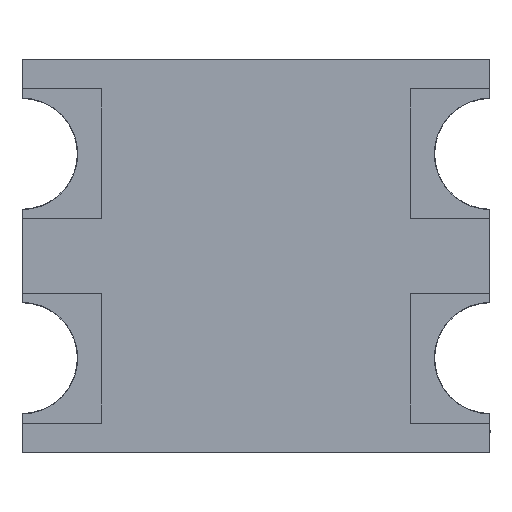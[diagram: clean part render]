
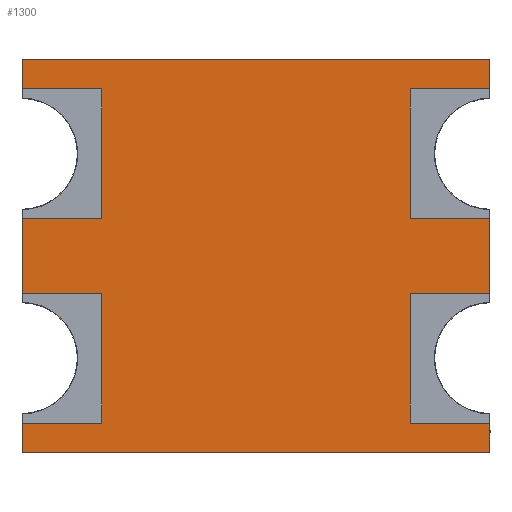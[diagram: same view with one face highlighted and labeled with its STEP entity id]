
A CAD part, front view. The second image highlights one B-rep face of the part: STEP entity #1300.
In plain terms, the highlighted planar face has unit normal (0, -1, 0).
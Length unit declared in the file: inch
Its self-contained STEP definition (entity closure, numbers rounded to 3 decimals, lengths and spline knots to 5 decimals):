
#5 = DIRECTION ( 'NONE',  ( 0., 0., -1. ) ) ;
#7 = DIRECTION ( 'NONE',  ( 0., -1., 0. ) ) ;
#40 = DIRECTION ( 'NONE',  ( 0., 0., 1. ) ) ;
#54 = VERTEX_POINT ( 'NONE', #2740 ) ;
#66 = VERTEX_POINT ( 'NONE', #1337 ) ;
#103 = EDGE_CURVE ( 'NONE', #992, #899, #1552, .T. ) ;
#128 = CARTESIAN_POINT ( 'NONE',  ( 0.063, 0., -0.053 ) ) ;
#167 = LINE ( 'NONE', #2183, #1159 ) ;
#175 = CARTESIAN_POINT ( 'NONE',  ( -0.063, 0., -0.0126 ) ) ;
#200 = VERTEX_POINT ( 'NONE', #274 ) ;
#274 = CARTESIAN_POINT ( 'NONE',  ( 0.063, 0., 0.0126 ) ) ;
#371 = DIRECTION ( 'NONE',  ( -1., 0., 0. ) ) ;
#397 = VERTEX_POINT ( 'NONE', #1882 ) ;
#428 = AXIS2_PLACEMENT_3D ( 'NONE', #2151, #1261, #1502 ) ;
#460 = EDGE_CURVE ( 'NONE', #617, #66, #2661, .T. ) ;
#502 = CARTESIAN_POINT ( 'NONE',  ( 0.063, 0., -0.053 ) ) ;
#548 = CARTESIAN_POINT ( 'NONE',  ( 0.063, 0., -0.0424 ) ) ;
#617 = VERTEX_POINT ( 'NONE', #626 ) ;
#626 = CARTESIAN_POINT ( 'NONE',  ( -0.063, 0., 0.053 ) ) ;
#645 = VERTEX_POINT ( 'NONE', #175 ) ;
#649 = PLANE ( 'NONE',  #428 ) ;
#688 = EDGE_CURVE ( 'NONE', #899, #617, #1785, .T. ) ;
#700 = DIRECTION ( 'NONE',  ( 0., -1., 0. ) ) ;
#713 = CARTESIAN_POINT ( 'NONE',  ( -0.063, 0., 0.0126 ) ) ;
#716 = ORIENTED_EDGE ( 'NONE', *, *, #2266, .F. ) ;
#788 = DIRECTION ( 'NONE',  ( 0., 1., 0. ) ) ;
#839 = AXIS2_PLACEMENT_3D ( 'NONE', #923, #700, #2003 ) ;
#889 = DIRECTION ( 'NONE',  ( 0., 0., -1. ) ) ;
#899 = VERTEX_POINT ( 'NONE', #1351 ) ;
#923 = CARTESIAN_POINT ( 'NONE',  ( -0.063, 0., 0.0275 ) ) ;
#939 = VERTEX_POINT ( 'NONE', #502 ) ;
#941 = DIRECTION ( 'NONE',  ( 0., 0., 1. ) ) ;
#987 = CARTESIAN_POINT ( 'NONE',  ( 0.063, 0., 0.053 ) ) ;
#992 = VERTEX_POINT ( 'NONE', #713 ) ;
#1050 = EDGE_CURVE ( 'NONE', #645, #992, #1219, .T. ) ;
#1061 = ORIENTED_EDGE ( 'NONE', *, *, #1984, .F. ) ;
#1067 = VECTOR ( 'NONE', #371, 39.37008 ) ;
#1154 = EDGE_CURVE ( 'NONE', #645, #1304, #1634, .T. ) ;
#1157 = EDGE_CURVE ( 'NONE', #939, #54, #1342, .T. ) ;
#1159 = VECTOR ( 'NONE', #1514, 39.37008 ) ;
#1160 = LINE ( 'NONE', #2197, #1626 ) ;
#1180 = VECTOR ( 'NONE', #941, 39.37008 ) ;
#1218 = DIRECTION ( 'NONE',  ( 0., 0., -1. ) ) ;
#1219 = LINE ( 'NONE', #1614, #1180 ) ;
#1237 = ORIENTED_EDGE ( 'NONE', *, *, #688, .F. ) ;
#1261 = DIRECTION ( 'NONE',  ( 0., 1., 0. ) ) ;
#1300 = ADVANCED_FACE ( 'NONE', ( #2552 ), #649, .F. ) ;
#1304 = VERTEX_POINT ( 'NONE', #1674 ) ;
#1337 = CARTESIAN_POINT ( 'NONE',  ( 0.063, 0., 0.053 ) ) ;
#1342 = LINE ( 'NONE', #128, #1067 ) ;
#1351 = CARTESIAN_POINT ( 'NONE',  ( -0.063, 0., 0.0424 ) ) ;
#1383 = CIRCLE ( 'NONE', #2512, 0.0149 ) ;
#1406 = ORIENTED_EDGE ( 'NONE', *, *, #2614, .F. ) ;
#1407 = VECTOR ( 'NONE', #40, 39.37008 ) ;
#1502 = DIRECTION ( 'NONE',  ( 0., 0., 1. ) ) ;
#1514 = DIRECTION ( 'NONE',  ( 0., 0., -1. ) ) ;
#1551 = DIRECTION ( 'NONE',  ( 0., 0., 1. ) ) ;
#1552 = CIRCLE ( 'NONE', #839, 0.0149 ) ;
#1614 = CARTESIAN_POINT ( 'NONE',  ( -0.063, 0., 0.053 ) ) ;
#1619 = EDGE_CURVE ( 'NONE', #200, #397, #2585, .T. ) ;
#1626 = VECTOR ( 'NONE', #5, 39.37008 ) ;
#1634 = CIRCLE ( 'NONE', #1692, 0.0149 ) ;
#1674 = CARTESIAN_POINT ( 'NONE',  ( -0.063, 0., -0.0424 ) ) ;
#1692 = AXIS2_PLACEMENT_3D ( 'NONE', #2125, #788, #1218 ) ;
#1711 = LINE ( 'NONE', #2451, #2092 ) ;
#1738 = EDGE_CURVE ( 'NONE', #2360, #939, #1160, .T. ) ;
#1785 = LINE ( 'NONE', #2218, #1407 ) ;
#1858 = ORIENTED_EDGE ( 'NONE', *, *, #1157, .F. ) ;
#1882 = CARTESIAN_POINT ( 'NONE',  ( 0.063, 0., 0.0424 ) ) ;
#1928 = VERTEX_POINT ( 'NONE', #2159 ) ;
#1936 = AXIS2_PLACEMENT_3D ( 'NONE', #2314, #2130, #2113 ) ;
#1984 = EDGE_CURVE ( 'NONE', #66, #397, #2696, .T. ) ;
#2003 = DIRECTION ( 'NONE',  ( 0., 0., -1. ) ) ;
#2049 = ORIENTED_EDGE ( 'NONE', *, *, #1050, .F. ) ;
#2092 = VECTOR ( 'NONE', #1551, 39.37008 ) ;
#2113 = DIRECTION ( 'NONE',  ( 0., 0., 1. ) ) ;
#2125 = CARTESIAN_POINT ( 'NONE',  ( -0.063, 0., -0.0275 ) ) ;
#2128 = ORIENTED_EDGE ( 'NONE', *, *, #2511, .F. ) ;
#2130 = DIRECTION ( 'NONE',  ( 0., 1., 0. ) ) ;
#2141 = VECTOR ( 'NONE', #2518, 39.37008 ) ;
#2142 = ORIENTED_EDGE ( 'NONE', *, *, #103, .F. ) ;
#2146 = ORIENTED_EDGE ( 'NONE', *, *, #1154, .T. ) ;
#2151 = CARTESIAN_POINT ( 'NONE',  ( 0., 0., 0. ) ) ;
#2159 = CARTESIAN_POINT ( 'NONE',  ( 0.063, 0., -0.0126 ) ) ;
#2183 = CARTESIAN_POINT ( 'NONE',  ( 0.063, 0., 0.053 ) ) ;
#2197 = CARTESIAN_POINT ( 'NONE',  ( 0.063, 0., 0.053 ) ) ;
#2208 = ORIENTED_EDGE ( 'NONE', *, *, #1619, .T. ) ;
#2218 = CARTESIAN_POINT ( 'NONE',  ( -0.063, 0., 0.053 ) ) ;
#2266 = EDGE_CURVE ( 'NONE', #54, #1304, #1711, .T. ) ;
#2314 = CARTESIAN_POINT ( 'NONE',  ( 0.063, 0., 0.0275 ) ) ;
#2349 = DIRECTION ( 'NONE',  ( 0., 0., -1. ) ) ;
#2358 = ORIENTED_EDGE ( 'NONE', *, *, #460, .F. ) ;
#2360 = VERTEX_POINT ( 'NONE', #548 ) ;
#2451 = CARTESIAN_POINT ( 'NONE',  ( -0.063, 0., 0.053 ) ) ;
#2511 = EDGE_CURVE ( 'NONE', #1928, #2360, #1383, .T. ) ;
#2512 = AXIS2_PLACEMENT_3D ( 'NONE', #2626, #7, #889 ) ;
#2518 = DIRECTION ( 'NONE',  ( 1., 0., 0. ) ) ;
#2552 = FACE_OUTER_BOUND ( 'NONE', #2601, .T. ) ;
#2570 = CARTESIAN_POINT ( 'NONE',  ( 0.063, 0., 0.053 ) ) ;
#2585 = CIRCLE ( 'NONE', #1936, 0.0149 ) ;
#2601 = EDGE_LOOP ( 'NONE', ( #2833, #2128, #1406, #2208, #1061, #2358, #1237, #2142, #2049, #2146, #716, #1858 ) ) ;
#2614 = EDGE_CURVE ( 'NONE', #200, #1928, #167, .T. ) ;
#2626 = CARTESIAN_POINT ( 'NONE',  ( 0.063, 0., -0.0275 ) ) ;
#2661 = LINE ( 'NONE', #987, #2141 ) ;
#2696 = LINE ( 'NONE', #2570, #2798 ) ;
#2740 = CARTESIAN_POINT ( 'NONE',  ( -0.063, 0., -0.053 ) ) ;
#2798 = VECTOR ( 'NONE', #2349, 39.37008 ) ;
#2833 = ORIENTED_EDGE ( 'NONE', *, *, #1738, .F. ) ;
